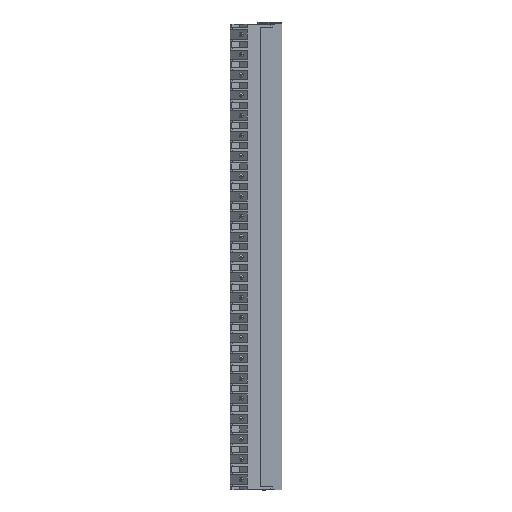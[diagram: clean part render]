
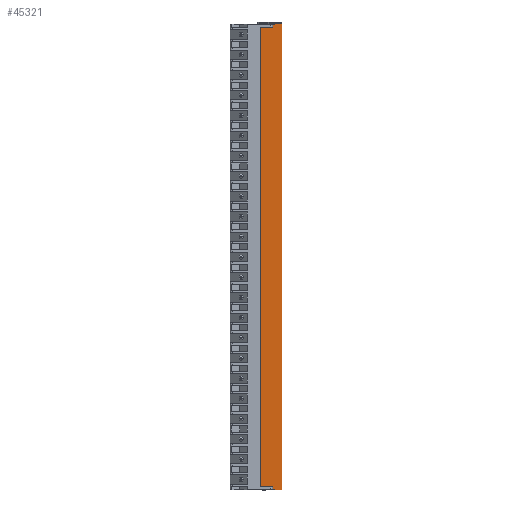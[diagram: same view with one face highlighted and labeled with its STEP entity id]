
A CAD part, front view. The second image highlights one B-rep face of the part: STEP entity #45321.
In plain terms, the highlighted planar face has unit normal (0.82, -0.572, 0).
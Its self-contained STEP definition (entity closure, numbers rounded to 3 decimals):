
#64=DIRECTION('',(0.572,0.82,0.));
#65=VECTOR('',#64,4.018);
#66=CARTESIAN_POINT('',(6.25,4.448,112.5));
#67=LINE('',#66,#65);
#9533=DIRECTION('',(0.572,0.82,0.));
#9534=VECTOR('',#9533,5.425);
#9535=CARTESIAN_POINT('',(3.145,0.,111.8));
#9536=LINE('',#9535,#9534);
#9537=DIRECTION('',(0.,0.,-1.));
#9538=VECTOR('',#9537,0.7);
#9539=CARTESIAN_POINT('',(6.25,4.448,112.5));
#9540=LINE('',#9539,#9538);
#9541=DIRECTION('',(0.,0.,1.));
#9542=VECTOR('',#9541,0.7);
#9543=CARTESIAN_POINT('',(6.25,4.448,-2.5));
#9544=LINE('',#9543,#9542);
#9545=DIRECTION('',(0.572,0.82,0.));
#9546=VECTOR('',#9545,5.425);
#9547=CARTESIAN_POINT('',(3.145,0.,-1.8));
#9548=LINE('',#9547,#9546);
#9549=DIRECTION('',(0.,0.,-1.));
#9550=VECTOR('',#9549,113.6);
#9551=CARTESIAN_POINT('',(3.145,0.,111.8));
#9552=LINE('',#9551,#9550);
#9566=DIRECTION('',(0.,0.,-1.));
#9567=VECTOR('',#9566,115.);
#9568=CARTESIAN_POINT('',(8.55,7.743,112.5));
#9569=LINE('',#9568,#9567);
#9655=DIRECTION('',(0.572,0.82,0.));
#9656=VECTOR('',#9655,4.018);
#9657=CARTESIAN_POINT('',(6.25,4.448,-2.5));
#9658=LINE('',#9657,#9656);
#26406=CARTESIAN_POINT('',(8.55,7.743,112.5));
#26408=VERTEX_POINT('',#26406);
#26430=CARTESIAN_POINT('',(8.55,7.743,-2.5));
#26432=VERTEX_POINT('',#26430);
#27066=CARTESIAN_POINT('',(3.145,0.,-1.8));
#27067=CARTESIAN_POINT('',(6.25,4.448,-1.8));
#27068=VERTEX_POINT('',#27066);
#27069=VERTEX_POINT('',#27067);
#27070=CARTESIAN_POINT('',(6.25,4.448,-2.5));
#27071=VERTEX_POINT('',#27070);
#27080=CARTESIAN_POINT('',(3.145,0.,111.8));
#27081=CARTESIAN_POINT('',(6.25,4.448,111.8));
#27082=VERTEX_POINT('',#27080);
#27083=VERTEX_POINT('',#27081);
#27084=CARTESIAN_POINT('',(6.25,4.448,112.5));
#27085=VERTEX_POINT('',#27084);
#45301=CARTESIAN_POINT('',(3.145,0.,112.5));
#45302=DIRECTION('',(0.82,-0.572,0.));
#45303=DIRECTION('',(0.572,0.82,0.));
#45304=AXIS2_PLACEMENT_3D('',#45301,#45302,#45303);
#45305=PLANE('',#45304);
#45307=ORIENTED_EDGE('',*,*,#45306,.T.);
#45308=ORIENTED_EDGE('',*,*,#45292,.F.);
#45309=ORIENTED_EDGE('',*,*,#34211,.T.);
#45311=ORIENTED_EDGE('',*,*,#45310,.T.);
#45313=ORIENTED_EDGE('',*,*,#45312,.F.);
#45315=ORIENTED_EDGE('',*,*,#45314,.T.);
#45317=ORIENTED_EDGE('',*,*,#45316,.F.);
#45318=ORIENTED_EDGE('',*,*,#44894,.F.);
#45319=EDGE_LOOP('',(#45307,#45308,#45309,#45311,#45313,#45315,#45317,#45318));
#45320=FACE_OUTER_BOUND('',#45319,.F.);
#34211=EDGE_CURVE('',#27085,#26408,#67,.T.);
#44894=EDGE_CURVE('',#27082,#27068,#9552,.T.);
#45292=EDGE_CURVE('',#27085,#27083,#9540,.T.);
#45306=EDGE_CURVE('',#27082,#27083,#9536,.T.);
#45310=EDGE_CURVE('',#26408,#26432,#9569,.T.);
#45312=EDGE_CURVE('',#27071,#26432,#9658,.T.);
#45314=EDGE_CURVE('',#27071,#27069,#9544,.T.);
#45316=EDGE_CURVE('',#27068,#27069,#9548,.T.);
#45321=ADVANCED_FACE('',(#45320),#45305,.T.);
